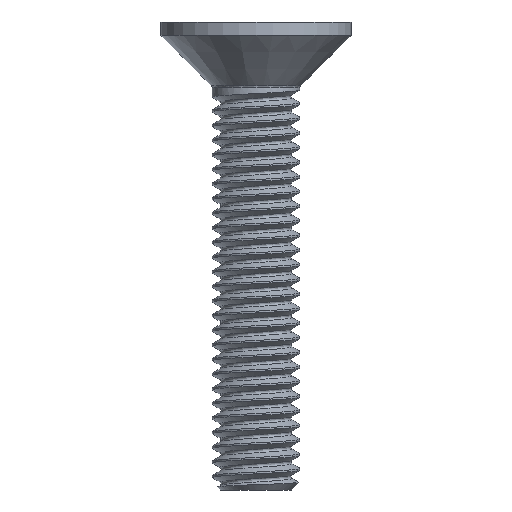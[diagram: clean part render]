
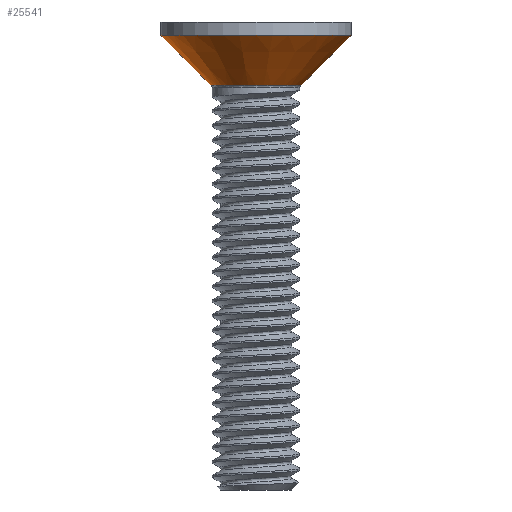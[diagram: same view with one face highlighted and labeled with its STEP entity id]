
A CAD part, front view. The second image highlights one B-rep face of the part: STEP entity #25541.
In plain terms, the highlighted conical face has half-angle 45 degrees and reference radius 1.529 mm.
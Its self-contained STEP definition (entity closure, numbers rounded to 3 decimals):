
#24921 = SURFACE_OF_REVOLUTION('',#24922,#24927);
#24922 = CIRCLE('',#24923,0.1);
#24923 = AXIS2_PLACEMENT_3D('',#24924,#24925,#24926);
#24924 = CARTESIAN_POINT('',(1.6,0.,-2.241));
#24925 = DIRECTION('',(0.,1.,0.));
#24926 = DIRECTION('',(-1.,0.,0.));
#24927 = AXIS1_PLACEMENT('',#24928,#24929);
#24928 = CARTESIAN_POINT('',(0.,0.,0.));
#24929 = DIRECTION('',(0.,0.,1.));
#25491 = VERTEX_POINT('',#25492);
#25492 = CARTESIAN_POINT('',(1.529,0.,-2.171));
#25514 = EDGE_CURVE('',#25491,#25491,#25515,.T.);
#25515 = SURFACE_CURVE('',#25516,(#25521,#25528),.PCURVE_S1.);
#25516 = CIRCLE('',#25517,1.529);
#25517 = AXIS2_PLACEMENT_3D('',#25518,#25519,#25520);
#25518 = CARTESIAN_POINT('',(0.,0.,-2.171));
#25519 = DIRECTION('',(0.,0.,1.));
#25520 = DIRECTION('',(1.,0.,-0.));
#25521 = PCURVE('',#24921,#25522);
#25522 = DEFINITIONAL_REPRESENTATION('',(#25523),#25527);
#25523 = LINE('',#25524,#25525);
#25524 = CARTESIAN_POINT('',(0.,0.785));
#25525 = VECTOR('',#25526,1.);
#25526 = DIRECTION('',(1.,0.));
#25527 = ( GEOMETRIC_REPRESENTATION_CONTEXT(2) 
PARAMETRIC_REPRESENTATION_CONTEXT() REPRESENTATION_CONTEXT('2D SPACE',''
  ) );
#25528 = PCURVE('',#25529,#25534);
#25529 = CONICAL_SURFACE('',#25530,1.529,0.785);
#25530 = AXIS2_PLACEMENT_3D('',#25531,#25532,#25533);
#25531 = CARTESIAN_POINT('',(0.,0.,-2.171));
#25532 = DIRECTION('',(0.,0.,1.));
#25533 = DIRECTION('',(1.,0.,-0.));
#25534 = DEFINITIONAL_REPRESENTATION('',(#25535),#25539);
#25535 = LINE('',#25536,#25537);
#25536 = CARTESIAN_POINT('',(0.,0.));
#25537 = VECTOR('',#25538,1.);
#25538 = DIRECTION('',(1.,0.));
#25539 = ( GEOMETRIC_REPRESENTATION_CONTEXT(2) 
PARAMETRIC_REPRESENTATION_CONTEXT() REPRESENTATION_CONTEXT('2D SPACE',''
  ) );
#25541 = ADVANCED_FACE('',(#25542),#25529,.T.);
#25542 = FACE_BOUND('',#25543,.T.);
#25543 = EDGE_LOOP('',(#25544,#25545,#25568,#25595));
#25544 = ORIENTED_EDGE('',*,*,#25514,.T.);
#25545 = ORIENTED_EDGE('',*,*,#25546,.T.);
#25546 = EDGE_CURVE('',#25491,#25547,#25549,.T.);
#25547 = VERTEX_POINT('',#25548);
#25548 = CARTESIAN_POINT('',(3.25,0.,-0.45));
#25549 = SEAM_CURVE('',#25550,(#25554,#25561),.PCURVE_S1.);
#25550 = LINE('',#25551,#25552);
#25551 = CARTESIAN_POINT('',(1.529,0.,-2.171));
#25552 = VECTOR('',#25553,1.);
#25553 = DIRECTION('',(0.707,0.,0.707));
#25554 = PCURVE('',#25529,#25555);
#25555 = DEFINITIONAL_REPRESENTATION('',(#25556),#25560);
#25556 = LINE('',#25557,#25558);
#25557 = CARTESIAN_POINT('',(0.,0.));
#25558 = VECTOR('',#25559,1.);
#25559 = DIRECTION('',(0.,1.));
#25560 = ( GEOMETRIC_REPRESENTATION_CONTEXT(2) 
PARAMETRIC_REPRESENTATION_CONTEXT() REPRESENTATION_CONTEXT('2D SPACE',''
  ) );
#25561 = PCURVE('',#25529,#25562);
#25562 = DEFINITIONAL_REPRESENTATION('',(#25563),#25567);
#25563 = LINE('',#25564,#25565);
#25564 = CARTESIAN_POINT('',(6.283,0.));
#25565 = VECTOR('',#25566,1.);
#25566 = DIRECTION('',(0.,1.));
#25567 = ( GEOMETRIC_REPRESENTATION_CONTEXT(2) 
PARAMETRIC_REPRESENTATION_CONTEXT() REPRESENTATION_CONTEXT('2D SPACE',''
  ) );
#25568 = ORIENTED_EDGE('',*,*,#25569,.F.);
#25569 = EDGE_CURVE('',#25547,#25547,#25570,.T.);
#25570 = SURFACE_CURVE('',#25571,(#25576,#25583),.PCURVE_S1.);
#25571 = CIRCLE('',#25572,3.25);
#25572 = AXIS2_PLACEMENT_3D('',#25573,#25574,#25575);
#25573 = CARTESIAN_POINT('',(0.,0.,-0.45));
#25574 = DIRECTION('',(0.,0.,1.));
#25575 = DIRECTION('',(1.,0.,-0.));
#25576 = PCURVE('',#25529,#25577);
#25577 = DEFINITIONAL_REPRESENTATION('',(#25578),#25582);
#25578 = LINE('',#25579,#25580);
#25579 = CARTESIAN_POINT('',(0.,1.721));
#25580 = VECTOR('',#25581,1.);
#25581 = DIRECTION('',(1.,0.));
#25582 = ( GEOMETRIC_REPRESENTATION_CONTEXT(2) 
PARAMETRIC_REPRESENTATION_CONTEXT() REPRESENTATION_CONTEXT('2D SPACE',''
  ) );
#25583 = PCURVE('',#25584,#25589);
#25584 = CYLINDRICAL_SURFACE('',#25585,3.25);
#25585 = AXIS2_PLACEMENT_3D('',#25586,#25587,#25588);
#25586 = CARTESIAN_POINT('',(0.,0.,-0.45));
#25587 = DIRECTION('',(0.,0.,1.));
#25588 = DIRECTION('',(1.,0.,-0.));
#25589 = DEFINITIONAL_REPRESENTATION('',(#25590),#25594);
#25590 = LINE('',#25591,#25592);
#25591 = CARTESIAN_POINT('',(0.,0.));
#25592 = VECTOR('',#25593,1.);
#25593 = DIRECTION('',(1.,0.));
#25594 = ( GEOMETRIC_REPRESENTATION_CONTEXT(2) 
PARAMETRIC_REPRESENTATION_CONTEXT() REPRESENTATION_CONTEXT('2D SPACE',''
  ) );
#25595 = ORIENTED_EDGE('',*,*,#25546,.F.);
